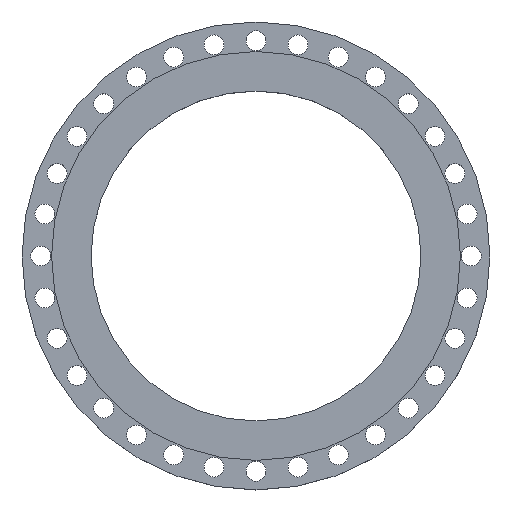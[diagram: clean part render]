
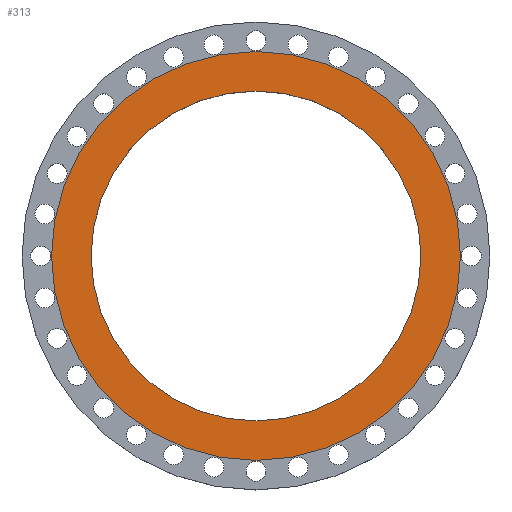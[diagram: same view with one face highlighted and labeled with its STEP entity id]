
A CAD part, top view. The second image highlights one B-rep face of the part: STEP entity #313.
In plain terms, the highlighted planar face has unit normal (0, 0, 1).
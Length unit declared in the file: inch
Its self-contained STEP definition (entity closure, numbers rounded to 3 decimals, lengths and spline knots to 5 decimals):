
#39 = FACE_OUTER_BOUND ( 'NONE', #1525, .T. ) ;
#72 = DIRECTION ( 'NONE',  ( 0., 0., -1. ) ) ;
#73 = CIRCLE ( 'NONE', #448, 21.84375 ) ;
#120 = VERTEX_POINT ( 'NONE', #1281 ) ;
#149 = CIRCLE ( 'NONE', #291, 17.625 ) ;
#164 = DIRECTION ( 'NONE',  ( 0., 0., 1. ) ) ;
#167 = AXIS2_PLACEMENT_3D ( 'NONE', #2782, #726, #2539 ) ;
#258 = EDGE_CURVE ( 'NONE', #120, #1209, #73, .T. ) ;
#273 = EDGE_CURVE ( 'NONE', #2404, #2791, #2338, .T. ) ;
#291 = AXIS2_PLACEMENT_3D ( 'NONE', #2009, #404, #1091 ) ;
#313 = ADVANCED_FACE ( 'NONE', ( #917, #39 ), #1809, .F. ) ;
#404 = DIRECTION ( 'NONE',  ( 0., 0., 1. ) ) ;
#448 = AXIS2_PLACEMENT_3D ( 'NONE', #2524, #1623, #2765 ) ;
#606 = AXIS2_PLACEMENT_3D ( 'NONE', #1331, #164, #1321 ) ;
#726 = DIRECTION ( 'NONE',  ( 0., 0., 1. ) ) ;
#740 = DIRECTION ( 'NONE',  ( -1., 0., 0. ) ) ;
#753 = EDGE_LOOP ( 'NONE', ( #2150, #2622 ) ) ;
#917 = FACE_BOUND ( 'NONE', #753, .T. ) ;
#1091 = DIRECTION ( 'NONE',  ( 1., 0., 0. ) ) ;
#1209 = VERTEX_POINT ( 'NONE', #2090 ) ;
#1281 = CARTESIAN_POINT ( 'NONE',  ( 21.84375, 0., 0. ) ) ;
#1321 = DIRECTION ( 'NONE',  ( 1., 0., 0. ) ) ;
#1331 = CARTESIAN_POINT ( 'NONE',  ( 0., 0., 0. ) ) ;
#1390 = EDGE_CURVE ( 'NONE', #1209, #120, #2600, .T. ) ;
#1408 = ORIENTED_EDGE ( 'NONE', *, *, #1390, .T. ) ;
#1525 = EDGE_LOOP ( 'NONE', ( #1882, #1408 ) ) ;
#1623 = DIRECTION ( 'NONE',  ( 0., 0., 1. ) ) ;
#1686 = EDGE_CURVE ( 'NONE', #2791, #2404, #149, .T. ) ;
#1757 = AXIS2_PLACEMENT_3D ( 'NONE', #2086, #72, #740 ) ;
#1809 = PLANE ( 'NONE',  #1757 ) ;
#1882 = ORIENTED_EDGE ( 'NONE', *, *, #258, .T. ) ;
#2009 = CARTESIAN_POINT ( 'NONE',  ( 0., 0., 0. ) ) ;
#2086 = CARTESIAN_POINT ( 'NONE',  ( 0., 17.625, 0. ) ) ;
#2090 = CARTESIAN_POINT ( 'NONE',  ( -21.84375, 0., 0. ) ) ;
#2150 = ORIENTED_EDGE ( 'NONE', *, *, #1686, .F. ) ;
#2338 = CIRCLE ( 'NONE', #167, 17.625 ) ;
#2404 = VERTEX_POINT ( 'NONE', #2587 ) ;
#2524 = CARTESIAN_POINT ( 'NONE',  ( 0., 0., 0. ) ) ;
#2539 = DIRECTION ( 'NONE',  ( 1., 0., 0. ) ) ;
#2587 = CARTESIAN_POINT ( 'NONE',  ( -17.625, 0., 0. ) ) ;
#2600 = CIRCLE ( 'NONE', #606, 21.84375 ) ;
#2622 = ORIENTED_EDGE ( 'NONE', *, *, #273, .F. ) ;
#2763 = CARTESIAN_POINT ( 'NONE',  ( 17.625, 0., 0. ) ) ;
#2765 = DIRECTION ( 'NONE',  ( 1., 0., 0. ) ) ;
#2782 = CARTESIAN_POINT ( 'NONE',  ( 0., 0., 0. ) ) ;
#2791 = VERTEX_POINT ( 'NONE', #2763 ) ;
